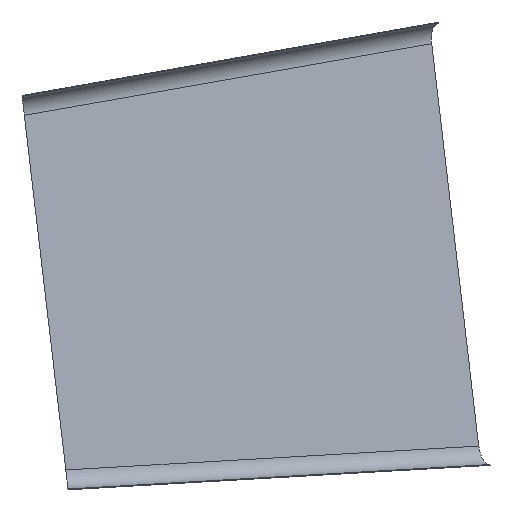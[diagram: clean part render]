
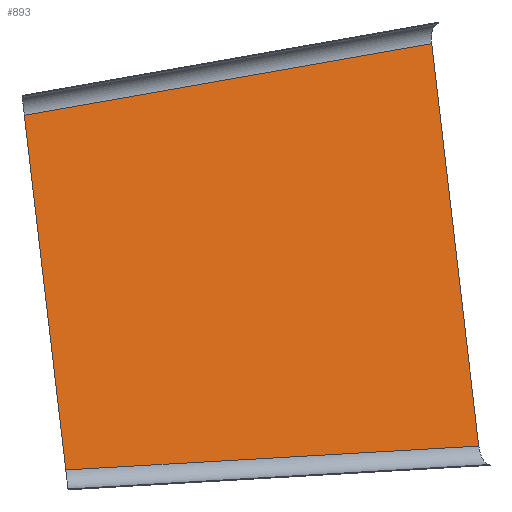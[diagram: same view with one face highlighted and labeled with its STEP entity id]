
A CAD part, top view. The second image highlights one B-rep face of the part: STEP entity #893.
In plain terms, the highlighted planar face has unit normal (0.229, 0.027, 0.973).
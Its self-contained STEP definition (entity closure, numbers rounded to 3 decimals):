
#44 = PLANE('',#45);
#45 = AXIS2_PLACEMENT_3D('',#46,#47,#48);
#46 = CARTESIAN_POINT('',(5582.288,652.476,
    -2819.375));
#47 = DIRECTION('',(0.888,0.104,-0.448));
#48 = DIRECTION('',(-0.451,0.,-0.893)
  );
#100 = PLANE('',#101);
#101 = AXIS2_PLACEMENT_3D('',#102,#103,#104);
#102 = CARTESIAN_POINT('',(8477.034,990.823,0.));
#103 = DIRECTION('',(0.993,0.116,0.));
#104 = DIRECTION('',(0.,0.,-1.));
#341 = VERTEX_POINT('',#342);
#342 = CARTESIAN_POINT('',(9434.96,1603.366,
    5028.876));
#357 = CYLINDRICAL_SURFACE('',#358,48.);
#358 = AXIS2_PLACEMENT_3D('',#359,#360,#361);
#359 = CARTESIAN_POINT('',(8440.346,1427.335,
    5316.935));
#360 = DIRECTION('',(0.958,0.169,-0.23));
#361 = DIRECTION('',(-0.229,-0.027,-0.973
    ));
#376 = EDGE_CURVE('',#377,#341,#379,.T.);
#377 = VERTEX_POINT('',#378);
#378 = CARTESIAN_POINT('',(9551.425,606.943,
    5028.876));
#379 = SURFACE_CURVE('',#380,(#384,#390),.PCURVE_S1.);
#380 = LINE('',#381,#382);
#381 = CARTESIAN_POINT('',(9492.681,1109.535,
    5028.876));
#382 = VECTOR('',#383,1.);
#383 = DIRECTION('',(-0.116,0.993,0.));
#384 = PCURVE('',#44,#385);
#385 = DEFINITIONAL_REPRESENTATION('',(#386),#389);
#386 = B_SPLINE_CURVE_WITH_KNOTS('',1,(#387,#388),.UNSPECIFIED.,.F.,.F.,
  (2,2),(-12016929.045,12016008.704),
  .PIECEWISE_BEZIER_KNOTS.);
#387 = CARTESIAN_POINT('',(-637699.585,-12000000.));
#388 = CARTESIAN_POINT('',(620114.72,12000000.));
#389 = ( GEOMETRIC_REPRESENTATION_CONTEXT(2) 
PARAMETRIC_REPRESENTATION_CONTEXT() REPRESENTATION_CONTEXT('2D SPACE',''
  ) );
#390 = PCURVE('',#391,#396);
#391 = PLANE('',#392);
#392 = AXIS2_PLACEMENT_3D('',#393,#394,#395);
#393 = CARTESIAN_POINT('',(1623.694,189.782,
    6904.629));
#394 = DIRECTION('',(0.229,0.027,0.973));
#395 = DIRECTION('',(0.973,0.,-0.229)
  );
#396 = DEFINITIONAL_REPRESENTATION('',(#397),#400);
#397 = B_SPLINE_CURVE_WITH_KNOTS('',1,(#398,#399),.UNSPECIFIED.,.F.,.F.,
  (2,2),(-12016929.045,12016008.704),
  .PIECEWISE_BEZIER_KNOTS.);
#398 = CARTESIAN_POINT('',(1366124.821,-11939026.465));
#399 = CARTESIAN_POINT('',(-1349841.962,11939952.183));
#400 = ( GEOMETRIC_REPRESENTATION_CONTEXT(2) 
PARAMETRIC_REPRESENTATION_CONTEXT() REPRESENTATION_CONTEXT('2D SPACE',''
  ) );
#419 = CYLINDRICAL_SURFACE('',#420,48.);
#420 = AXIS2_PLACEMENT_3D('',#421,#422,#423);
#421 = CARTESIAN_POINT('',(9564.665,608.358,
    5075.051));
#422 = DIRECTION('',(-0.972,-0.057,0.23)
  );
#423 = DIRECTION('',(-0.229,-0.027,-0.973
    ));
#694 = VERTEX_POINT('',#695);
#695 = CARTESIAN_POINT('',(8426.228,1425.499,
    5270.979));
#725 = EDGE_CURVE('',#726,#694,#728,.T.);
#726 = VERTEX_POINT('',#727);
#727 = CARTESIAN_POINT('',(8528.864,547.386,
    5270.979));
#728 = SURFACE_CURVE('',#729,(#733,#739),.PCURVE_S1.);
#729 = LINE('',#730,#731);
#730 = CARTESIAN_POINT('',(8477.034,990.823,
    5270.979));
#731 = VECTOR('',#732,1.);
#732 = DIRECTION('',(-0.116,0.993,0.));
#733 = PCURVE('',#100,#734);
#734 = DEFINITIONAL_REPRESENTATION('',(#735),#738);
#735 = B_SPLINE_CURVE_WITH_KNOTS('',1,(#736,#737),.UNSPECIFIED.,.F.,.F.,
  (2,2),(-12000000.,12000000.),
  .PIECEWISE_BEZIER_KNOTS.);
#736 = CARTESIAN_POINT('',(-5270.458,-12000000.));
#737 = CARTESIAN_POINT('',(-5271.5,12000000.));
#738 = ( GEOMETRIC_REPRESENTATION_CONTEXT(2) 
PARAMETRIC_REPRESENTATION_CONTEXT() REPRESENTATION_CONTEXT('2D SPACE',''
  ) );
#739 = PCURVE('',#391,#740);
#740 = DEFINITIONAL_REPRESENTATION('',(#741),#744);
#741 = B_SPLINE_CURVE_WITH_KNOTS('',1,(#742,#743),.UNSPECIFIED.,.F.,.F.,
  (2,2),(-12000000.,12000000.),
  .PIECEWISE_BEZIER_KNOTS.);
#742 = CARTESIAN_POINT('',(1363167.74,-11922324.605));
#743 = CARTESIAN_POINT('',(-1349077.087,11923927.26));
#744 = ( GEOMETRIC_REPRESENTATION_CONTEXT(2) 
PARAMETRIC_REPRESENTATION_CONTEXT() REPRESENTATION_CONTEXT('2D SPACE',''
  ) );
#873 = EDGE_CURVE('',#377,#726,#874,.T.);
#874 = SURFACE_CURVE('',#875,(#879,#886),.PCURVE_S1.);
#875 = LINE('',#876,#877);
#876 = CARTESIAN_POINT('',(9553.681,607.074,
    5028.342));
#877 = VECTOR('',#878,1.);
#878 = DIRECTION('',(-0.972,-0.057,0.23)
  );
#879 = PCURVE('',#419,#880);
#880 = DEFINITIONAL_REPRESENTATION('',(#881),#885);
#881 = LINE('',#882,#883);
#882 = CARTESIAN_POINT('',(0.,0.));
#883 = VECTOR('',#884,1.);
#884 = DIRECTION('',(0.,1.));
#885 = ( GEOMETRIC_REPRESENTATION_CONTEXT(2) 
PARAMETRIC_REPRESENTATION_CONTEXT() REPRESENTATION_CONTEXT('2D SPACE',''
  ) );
#886 = PCURVE('',#391,#887);
#887 = DEFINITIONAL_REPRESENTATION('',(#888),#892);
#888 = LINE('',#889,#890);
#889 = CARTESIAN_POINT('',(8148.928,417.441));
#890 = VECTOR('',#891,1.);
#891 = DIRECTION('',(-0.998,-0.057));
#892 = ( GEOMETRIC_REPRESENTATION_CONTEXT(2) 
PARAMETRIC_REPRESENTATION_CONTEXT() REPRESENTATION_CONTEXT('2D SPACE',''
  ) );
#893 = ADVANCED_FACE('',(#894),#391,.T.);
#894 = FACE_BOUND('',#895,.T.);
#895 = EDGE_LOOP('',(#896,#897,#918,#919));
#896 = ORIENTED_EDGE('',*,*,#376,.T.);
#897 = ORIENTED_EDGE('',*,*,#898,.F.);
#898 = EDGE_CURVE('',#694,#341,#899,.T.);
#899 = SURFACE_CURVE('',#900,(#904,#911),.PCURVE_S1.);
#900 = LINE('',#901,#902);
#901 = CARTESIAN_POINT('',(8429.362,1426.051,
    5270.226));
#902 = VECTOR('',#903,1.);
#903 = DIRECTION('',(0.958,0.169,-0.23));
#904 = PCURVE('',#391,#905);
#905 = DEFINITIONAL_REPRESENTATION('',(#906),#910);
#906 = LINE('',#907,#908);
#907 = CARTESIAN_POINT('',(6999.093,1236.712));
#908 = VECTOR('',#909,1.);
#909 = DIRECTION('',(0.986,0.169));
#910 = ( GEOMETRIC_REPRESENTATION_CONTEXT(2) 
PARAMETRIC_REPRESENTATION_CONTEXT() REPRESENTATION_CONTEXT('2D SPACE',''
  ) );
#911 = PCURVE('',#357,#912);
#912 = DEFINITIONAL_REPRESENTATION('',(#913),#917);
#913 = LINE('',#914,#915);
#914 = CARTESIAN_POINT('',(0.,0.));
#915 = VECTOR('',#916,1.);
#916 = DIRECTION('',(0.,1.));
#917 = ( GEOMETRIC_REPRESENTATION_CONTEXT(2) 
PARAMETRIC_REPRESENTATION_CONTEXT() REPRESENTATION_CONTEXT('2D SPACE',''
  ) );
#918 = ORIENTED_EDGE('',*,*,#725,.F.);
#919 = ORIENTED_EDGE('',*,*,#873,.F.);
